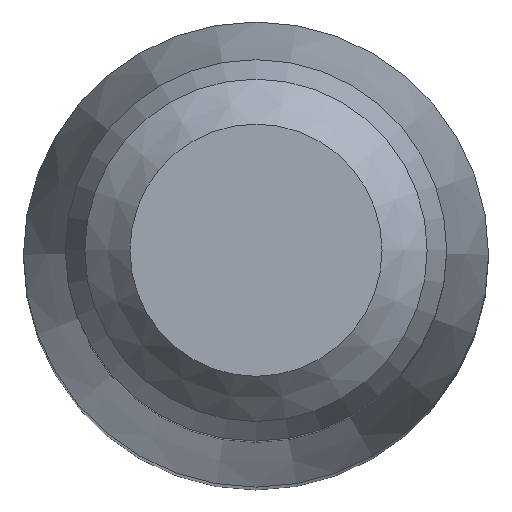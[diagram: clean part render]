
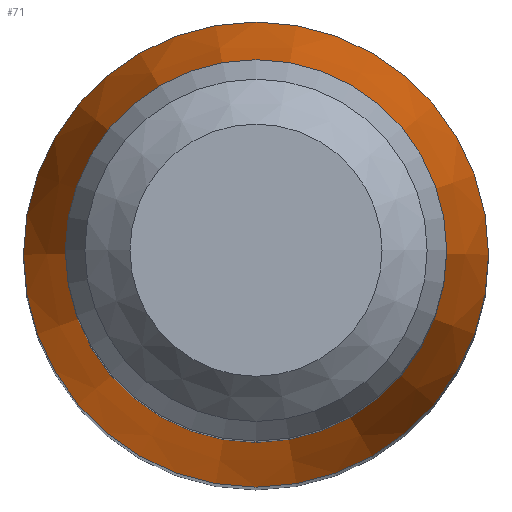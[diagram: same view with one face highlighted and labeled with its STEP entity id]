
A CAD part, top view. The second image highlights one B-rep face of the part: STEP entity #71.
In plain terms, the highlighted conical face has half-angle 10 degrees and reference radius 2.7 mm.
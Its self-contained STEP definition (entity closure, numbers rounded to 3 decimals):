
#71=ADVANCED_FACE('',(#104,#105),#93,.T.);
#93=CONICAL_SURFACE('',#751,2.7,10.);
#104=FACE_BOUND('',#130,.T.);
#105=FACE_BOUND('',#131,.T.);
#130=EDGE_LOOP('',(#188));
#131=EDGE_LOOP('',(#189));
#188=ORIENTED_EDGE('',*,*,#287,.T.);
#189=ORIENTED_EDGE('',*,*,#288,.F.);
#254=VERTEX_POINT('',#1057);
#255=VERTEX_POINT('',#1059);
#287=EDGE_CURVE('',#254,#254,#308,.T.);
#288=EDGE_CURVE('',#255,#255,#309,.T.);
#308=CIRCLE('',#749,1.497);
#309=CIRCLE('',#750,2.5);
#749=AXIS2_PLACEMENT_3D('',#1056,#868,#869);
#750=AXIS2_PLACEMENT_3D('',#1058,#870,#871);
#751=AXIS2_PLACEMENT_3D('',#1060,#872,#873);
#868=DIRECTION('',(0.,0.,-1.));
#869=DIRECTION('',(-1.,0.,0.));
#870=DIRECTION('',(0.,0.,-1.));
#871=DIRECTION('',(-1.,0.,0.));
#872=DIRECTION('',(0.,0.,-1.));
#873=DIRECTION('',(-1.,0.,0.));
#1056=CARTESIAN_POINT('',(0.,0.,30.931));
#1057=CARTESIAN_POINT('',(-1.497,0.,30.931));
#1058=CARTESIAN_POINT('',(0.,0.,25.244));
#1059=CARTESIAN_POINT('',(-2.5,0.,25.244));
#1060=CARTESIAN_POINT('',(0.,0.,24.109));
